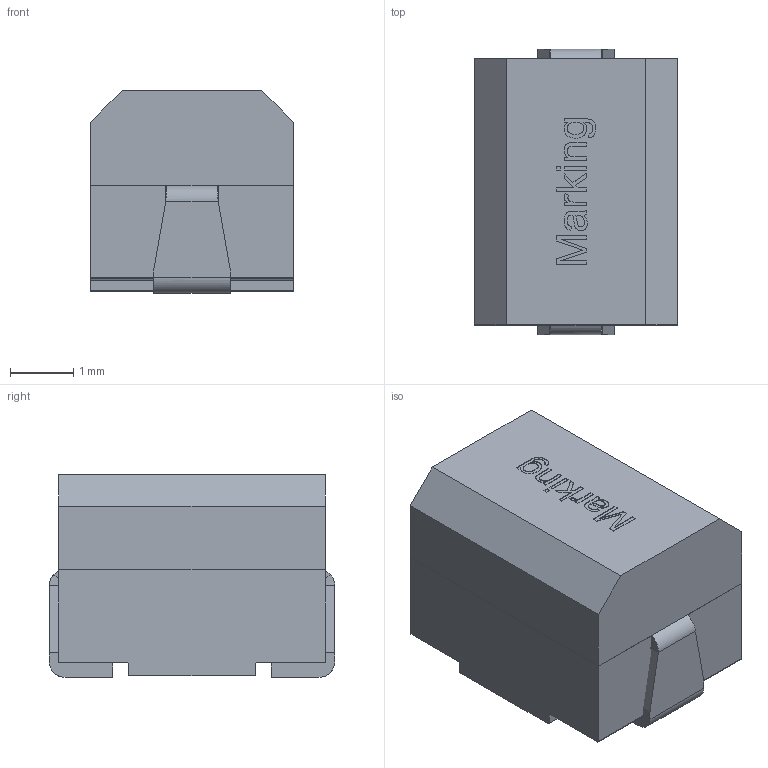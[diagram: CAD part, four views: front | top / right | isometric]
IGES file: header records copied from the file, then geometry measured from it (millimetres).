
Start section: C
Global section: file name: IndGFH_4532.igs; native system: By Siemens PLM Incorporated; preprocessor: XPlus GENERIC/IGES 17.0.49; author: Author; organization: Title; date: 20151117.115032; units: millimetre
Bounding box: 3.2 x 4.5 x 3.2 mm (x, y, z)
Volume: 41.2 mm3; surface area: 119.6 mm2
Topology: 3 solids, 3 shells, 138 faces, 355 edges, 234 vertices
Faces by surface type: bspline 138
